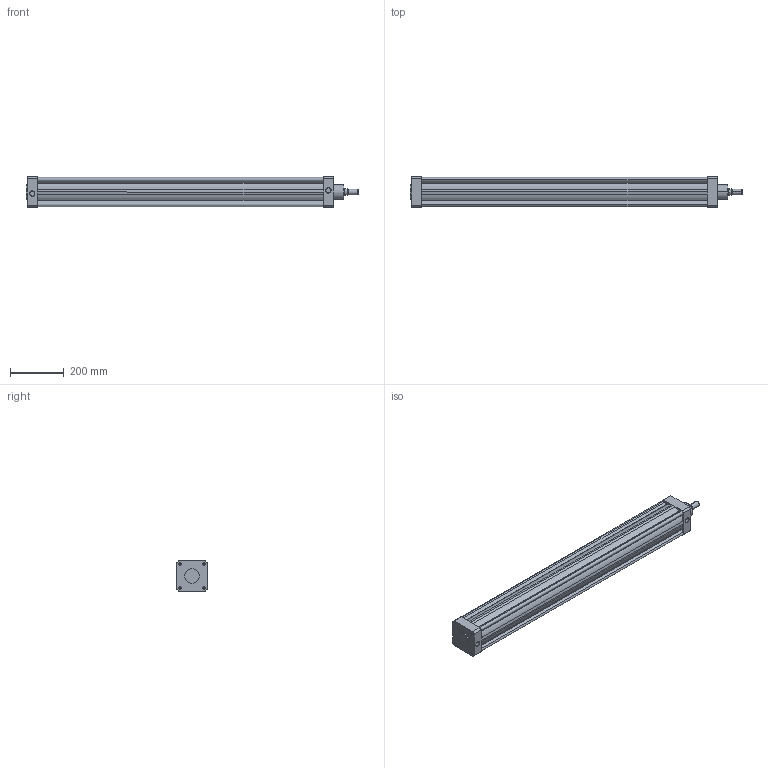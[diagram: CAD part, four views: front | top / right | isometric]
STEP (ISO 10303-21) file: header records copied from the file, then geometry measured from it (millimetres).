
FILE_DESCRIPTION (( 'STEP AP214' ), '1' );
FILE_NAME ('PAC 100-1000 CYLINDER.STEP', '2010-08-04T08:38:04', ( '' ), ( '' ), 'SwSTEP 2.0', 'SolidWorks 2010', '' );
FILE_SCHEMA (( 'AUTOMOTIVE_DESIGN' ));
Length unit declared in the file: millimetre
Products named in the file (5): ISP-PAC  100 arka kapak; 100; ISP-PAC  100 On kapak; 100 M尳; PAC  100-1000   CYLINDER
Assembly tree (4 placements, depth 2):
  PAC  100-1000   CYLINDER
    ISP-PAC  100 arka kapak
    100
    ISP-PAC  100 On kapak
    100 M尳
Bounding box: 1233 x 112 x 112 mm (x, y, z)
Volume: 4173354.4 mm3; surface area: 1177304.4 mm2
Topology: 4 solids, 4 shells, 170 faces, 402 edges, 256 vertices
Faces by surface type: cylinder 80, plane 54, cone 26, torus 10
Entity records: 5432 total; most frequent: DIRECTION 942, CARTESIAN_POINT 907, ORIENTED_EDGE 804, EDGE_CURVE 402, AXIS2_PLACEMENT_3D 379, VERTEX_POINT 256, CIRCLE 202, EDGE_LOOP 198
